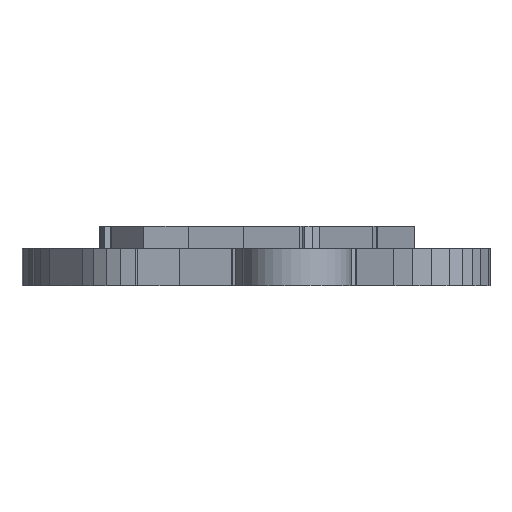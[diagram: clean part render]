
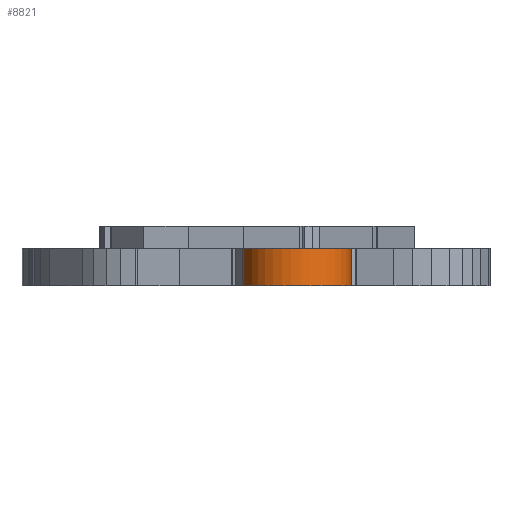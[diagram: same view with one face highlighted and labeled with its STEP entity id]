
A CAD part, left-side view. The second image highlights one B-rep face of the part: STEP entity #8821.
In plain terms, the highlighted cylindrical face has radius 4.012 mm (diameter 8.025 mm), a partial arc.
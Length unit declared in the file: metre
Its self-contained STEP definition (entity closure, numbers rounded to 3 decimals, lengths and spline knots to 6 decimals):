
#13=CYLINDRICAL_SURFACE('',#9265,0.004012);
#471=LINE('',#12297,#1717);
#473=LINE('',#12301,#1719);
#1717=VECTOR('',#9823,1.);
#1719=VECTOR('',#9827,1.);
#5002=ORIENTED_EDGE('',*,*,#5008,.F.);
#5003=ORIENTED_EDGE('',*,*,#5465,.T.);
#5004=ORIENTED_EDGE('',*,*,#5696,.T.);
#5005=ORIENTED_EDGE('',*,*,#5467,.T.);
#5008=EDGE_CURVE('',#6257,#6259,#7091,.T.);
#5465=EDGE_CURVE('',#6257,#6670,#471,.F.);
#5467=EDGE_CURVE('',#6671,#6259,#473,.T.);
#5696=EDGE_CURVE('',#6670,#6671,#7093,.T.);
#6257=VERTEX_POINT('',#11381);
#6259=VERTEX_POINT('',#11384);
#6670=VERTEX_POINT('',#12298);
#6671=VERTEX_POINT('',#12302);
#7091=CIRCLE('',#8837,0.004012);
#7093=CIRCLE('',#9000,0.004012);
#7531=EDGE_LOOP('',(#5002,#5003,#5004,#5005));
#7969=FACE_BOUND('',#7531,.T.);
#8821=ADVANCED_FACE('',(#7969),#13,.T.);
#8837=AXIS2_PLACEMENT_3D('',#11383,#9273,#9274);
#9000=AXIS2_PLACEMENT_3D('',#12759,#10285,#10286);
#9265=AXIS2_PLACEMENT_3D('',#13887,#11374,#11375);
#9273=DIRECTION('',(0.,0.,1.));
#9274=DIRECTION('',(1.,0.,0.));
#9823=DIRECTION('',(0.,0.,1.));
#9827=DIRECTION('',(0.,0.,1.));
#10285=DIRECTION('',(0.,0.,1.));
#10286=DIRECTION('',(1.,0.,0.));
#11374=DIRECTION('',(0.,0.,1.));
#11375=DIRECTION('',(1.,0.,0.));
#11381=CARTESIAN_POINT('',(-0.239128,-0.155884,0.00275));
#11383=CARTESIAN_POINT('',(-0.240839,-0.159513,0.00275));
#11384=CARTESIAN_POINT('',(-0.239888,-0.163411,0.00275));
#12297=CARTESIAN_POINT('',(-0.239128,-0.155884,0.));
#12298=CARTESIAN_POINT('',(-0.239128,-0.155884,0.));
#12301=CARTESIAN_POINT('',(-0.239888,-0.163411,0.));
#12302=CARTESIAN_POINT('',(-0.239888,-0.163411,0.));
#12759=CARTESIAN_POINT('',(-0.240839,-0.159513,0.));
#13887=CARTESIAN_POINT('',(-0.240839,-0.159513,0.));
